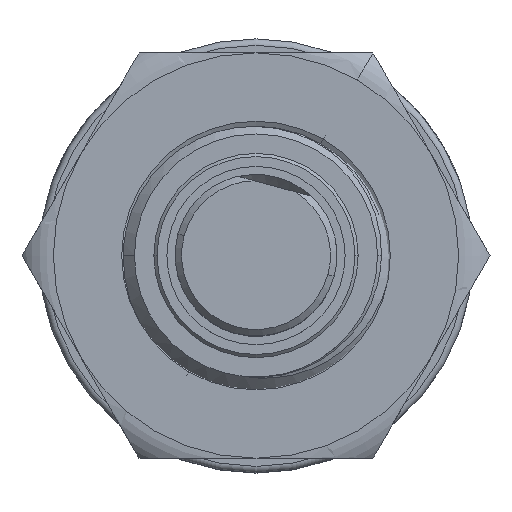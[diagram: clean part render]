
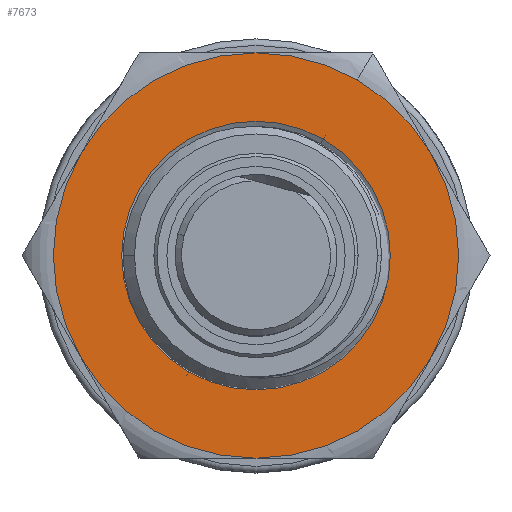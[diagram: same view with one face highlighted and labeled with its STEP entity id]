
A CAD part, top view. The second image highlights one B-rep face of the part: STEP entity #7673.
In plain terms, the highlighted face is planar.
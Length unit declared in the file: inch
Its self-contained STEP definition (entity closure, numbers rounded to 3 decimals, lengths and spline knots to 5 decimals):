
#498 = VERTEX_POINT ( 'NONE', #13233 ) ;
#778 = VERTEX_POINT ( 'NONE', #10644 ) ;
#1501 = VERTEX_POINT ( 'NONE', #20908 ) ;
#1524 = CARTESIAN_POINT ( 'NONE',  ( 0., 0., 0.20715 ) ) ;
#1624 = VERTEX_POINT ( 'NONE', #16067 ) ;
#1887 = CIRCLE ( 'NONE', #7534, 0.3125 ) ;
#1942 = CARTESIAN_POINT ( 'NONE',  ( 0., 0., 0. ) ) ;
#2039 = ORIENTED_EDGE ( 'NONE', *, *, #22425, .F. ) ;
#2088 = CIRCLE ( 'NONE', #18539, 0.20715 ) ;
#2142 = DIRECTION ( 'NONE',  ( 0., 0., 1. ) ) ;
#2471 = DIRECTION ( 'NONE',  ( 0., 0., 1. ) ) ;
#3017 = ORIENTED_EDGE ( 'NONE', *, *, #19900, .F. ) ;
#3325 = AXIS2_PLACEMENT_3D ( 'NONE', #22213, #15450, #20526 ) ;
#4081 = DIRECTION ( 'NONE',  ( 0., 0., 1. ) ) ;
#4258 = VERTEX_POINT ( 'NONE', #21481 ) ;
#4372 = CIRCLE ( 'NONE', #14610, 0.3125 ) ;
#5245 = DIRECTION ( 'NONE',  ( 0., 0., 1. ) ) ;
#5470 = CIRCLE ( 'NONE', #10887, 0.3125 ) ;
#5494 = DIRECTION ( 'NONE',  ( 0., 1., 0. ) ) ;
#5707 = CARTESIAN_POINT ( 'NONE',  ( -0.3125, 0., -0.54127 ) ) ;
#5755 = DIRECTION ( 'NONE',  ( 0., -1., 0. ) ) ;
#5764 = CIRCLE ( 'NONE', #17414, 0.3125 ) ;
#5869 = CARTESIAN_POINT ( 'NONE',  ( 0., 0., -0.20715 ) ) ;
#6078 = EDGE_CURVE ( 'NONE', #1624, #4258, #5470, .T. ) ;
#6874 = DIRECTION ( 'NONE',  ( 0., 0., 1. ) ) ;
#6998 = DIRECTION ( 'NONE',  ( 0., 0., 1. ) ) ;
#7303 = EDGE_CURVE ( 'NONE', #778, #19393, #7559, .T. ) ;
#7481 = CARTESIAN_POINT ( 'NONE',  ( -0.15625, 0., 0.27063 ) ) ;
#7534 = AXIS2_PLACEMENT_3D ( 'NONE', #9725, #15001, #15063 ) ;
#7559 = CIRCLE ( 'NONE', #13441, 0.3125 ) ;
#7582 = DIRECTION ( 'NONE',  ( 0., 1., 0. ) ) ;
#7673 = ADVANCED_FACE ( 'NONE', ( #8614, #9704 ), #9342, .F. ) ;
#8614 = FACE_BOUND ( 'NONE', #11053, .T. ) ;
#8859 = CARTESIAN_POINT ( 'NONE',  ( 0., 0., 0. ) ) ;
#9081 = AXIS2_PLACEMENT_3D ( 'NONE', #9147, #5755, #14199 ) ;
#9147 = CARTESIAN_POINT ( 'NONE',  ( 0., 0., 0. ) ) ;
#9338 = DIRECTION ( 'NONE',  ( 0., 1., 0. ) ) ;
#9342 = PLANE ( 'NONE',  #19106 ) ;
#9704 = FACE_OUTER_BOUND ( 'NONE', #11831, .T. ) ;
#9725 = CARTESIAN_POINT ( 'NONE',  ( 0., 0., 0. ) ) ;
#9816 = ORIENTED_EDGE ( 'NONE', *, *, #15217, .F. ) ;
#10520 = CARTESIAN_POINT ( 'NONE',  ( 0., 0., 0. ) ) ;
#10644 = CARTESIAN_POINT ( 'NONE',  ( 0.3125, 0., 0. ) ) ;
#10887 = AXIS2_PLACEMENT_3D ( 'NONE', #1942, #5494, #6998 ) ;
#11053 = EDGE_LOOP ( 'NONE', ( #3017, #2039 ) ) ;
#11369 = CIRCLE ( 'NONE', #9081, 0.20715 ) ;
#11631 = EDGE_CURVE ( 'NONE', #15742, #1624, #5764, .T. ) ;
#11831 = EDGE_LOOP ( 'NONE', ( #22337, #13868, #22226, #9816, #17100, #19044, #16768 ) ) ;
#12183 = DIRECTION ( 'NONE',  ( 0., 1., 0. ) ) ;
#12796 = CARTESIAN_POINT ( 'NONE',  ( 0., 0., 0. ) ) ;
#13233 = CARTESIAN_POINT ( 'NONE',  ( -0.15625, 0., -0.27063 ) ) ;
#13441 = AXIS2_PLACEMENT_3D ( 'NONE', #10520, #12183, #5245 ) ;
#13868 = ORIENTED_EDGE ( 'NONE', *, *, #6078, .F. ) ;
#14026 = DIRECTION ( 'NONE',  ( 0., 1., 0. ) ) ;
#14199 = DIRECTION ( 'NONE',  ( 0., 0., 1. ) ) ;
#14229 = DIRECTION ( 'NONE',  ( 0., 0., 1. ) ) ;
#14610 = AXIS2_PLACEMENT_3D ( 'NONE', #12796, #9338, #2471 ) ;
#15001 = DIRECTION ( 'NONE',  ( 0., 1., 0. ) ) ;
#15063 = DIRECTION ( 'NONE',  ( 0., 0., 1. ) ) ;
#15217 = EDGE_CURVE ( 'NONE', #1501, #15742, #4372, .T. ) ;
#15241 = AXIS2_PLACEMENT_3D ( 'NONE', #21383, #17893, #4081 ) ;
#15450 = DIRECTION ( 'NONE',  ( 0., 1., 0. ) ) ;
#15665 = EDGE_CURVE ( 'NONE', #19393, #498, #21353, .T. ) ;
#15742 = VERTEX_POINT ( 'NONE', #7481 ) ;
#16067 = CARTESIAN_POINT ( 'NONE',  ( 0., 0., 0.3125 ) ) ;
#16485 = EDGE_CURVE ( 'NONE', #498, #1501, #1887, .T. ) ;
#16768 = ORIENTED_EDGE ( 'NONE', *, *, #7303, .F. ) ;
#17100 = ORIENTED_EDGE ( 'NONE', *, *, #16485, .F. ) ;
#17213 = CARTESIAN_POINT ( 'NONE',  ( 0., 0., 0. ) ) ;
#17414 = AXIS2_PLACEMENT_3D ( 'NONE', #17213, #14026, #6874 ) ;
#17819 = VERTEX_POINT ( 'NONE', #1524 ) ;
#17893 = DIRECTION ( 'NONE',  ( 0., 1., 0. ) ) ;
#18308 = CIRCLE ( 'NONE', #3325, 0.3125 ) ;
#18539 = AXIS2_PLACEMENT_3D ( 'NONE', #8859, #21080, #2142 ) ;
#19044 = ORIENTED_EDGE ( 'NONE', *, *, #15665, .F. ) ;
#19106 = AXIS2_PLACEMENT_3D ( 'NONE', #5707, #7582, #14229 ) ;
#19393 = VERTEX_POINT ( 'NONE', #22123 ) ;
#19900 = EDGE_CURVE ( 'NONE', #17819, #22175, #11369, .T. ) ;
#20526 = DIRECTION ( 'NONE',  ( 0., 0., 1. ) ) ;
#20908 = CARTESIAN_POINT ( 'NONE',  ( -0.3125, 0., 0. ) ) ;
#21080 = DIRECTION ( 'NONE',  ( 0., -1., 0. ) ) ;
#21353 = CIRCLE ( 'NONE', #15241, 0.3125 ) ;
#21383 = CARTESIAN_POINT ( 'NONE',  ( 0., 0., 0. ) ) ;
#21481 = CARTESIAN_POINT ( 'NONE',  ( 0.15625, 0., 0.27063 ) ) ;
#21804 = EDGE_CURVE ( 'NONE', #4258, #778, #18308, .T. ) ;
#22123 = CARTESIAN_POINT ( 'NONE',  ( 0.15625, 0., -0.27063 ) ) ;
#22175 = VERTEX_POINT ( 'NONE', #5869 ) ;
#22213 = CARTESIAN_POINT ( 'NONE',  ( 0., 0., 0. ) ) ;
#22226 = ORIENTED_EDGE ( 'NONE', *, *, #11631, .F. ) ;
#22337 = ORIENTED_EDGE ( 'NONE', *, *, #21804, .F. ) ;
#22425 = EDGE_CURVE ( 'NONE', #22175, #17819, #2088, .T. ) ;
